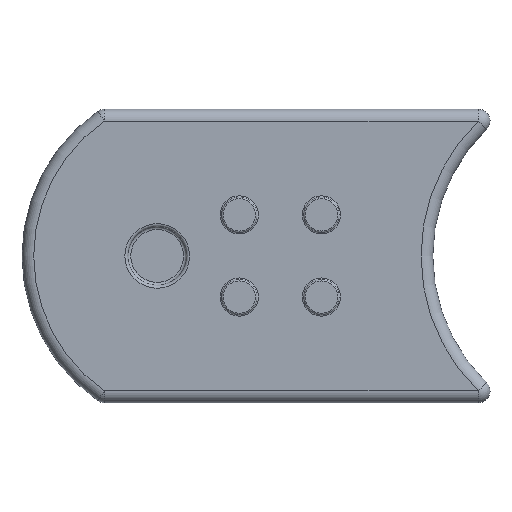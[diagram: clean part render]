
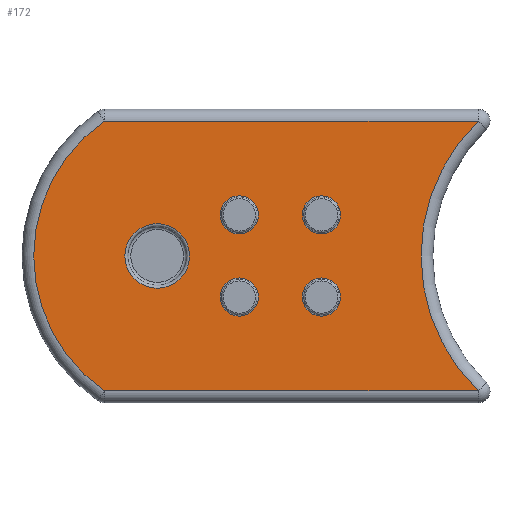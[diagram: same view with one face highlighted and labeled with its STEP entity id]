
A CAD part, top view. The second image highlights one B-rep face of the part: STEP entity #172.
In plain terms, the highlighted planar face has unit normal (0, 0, 1).
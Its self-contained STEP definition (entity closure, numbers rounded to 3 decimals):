
#40=PLANE('',#739);
#66=LINE('',#1072,#84);
#69=LINE('',#1098,#87);
#84=VECTOR('',#847,1.);
#87=VECTOR('',#882,1.);
#172=ADVANCED_FACE('',(#216,#217,#218,#219,#220,#221),#40,.T.);
#216=FACE_BOUND('',#287,.T.);
#217=FACE_BOUND('',#288,.T.);
#218=FACE_BOUND('',#289,.T.);
#219=FACE_BOUND('',#290,.T.);
#220=FACE_BOUND('',#291,.T.);
#221=FACE_BOUND('',#292,.T.);
#287=EDGE_LOOP('',(#436));
#288=EDGE_LOOP('',(#437));
#289=EDGE_LOOP('',(#438));
#290=EDGE_LOOP('',(#439));
#291=EDGE_LOOP('',(#440));
#292=EDGE_LOOP('',(#441,#442,#443,#444));
#436=ORIENTED_EDGE('',*,*,#585,.T.);
#437=ORIENTED_EDGE('',*,*,#586,.T.);
#438=ORIENTED_EDGE('',*,*,#587,.T.);
#439=ORIENTED_EDGE('',*,*,#588,.T.);
#440=ORIENTED_EDGE('',*,*,#589,.T.);
#441=ORIENTED_EDGE('',*,*,#569,.T.);
#442=ORIENTED_EDGE('',*,*,#559,.T.);
#443=ORIENTED_EDGE('',*,*,#555,.T.);
#444=ORIENTED_EDGE('',*,*,#565,.T.);
#493=VERTEX_POINT('',#1063);
#497=VERTEX_POINT('',#1071);
#498=VERTEX_POINT('',#1076);
#503=VERTEX_POINT('',#1091);
#509=VERTEX_POINT('',#1135);
#510=VERTEX_POINT('',#1137);
#511=VERTEX_POINT('',#1139);
#512=VERTEX_POINT('',#1141);
#513=VERTEX_POINT('',#1143);
#555=EDGE_CURVE('',#493,#497,#66,.T.);
#559=EDGE_CURVE('',#498,#493,#629,.T.);
#565=EDGE_CURVE('',#497,#503,#635,.T.);
#569=EDGE_CURVE('',#503,#498,#69,.T.);
#585=EDGE_CURVE('',#509,#509,#643,.T.);
#586=EDGE_CURVE('',#510,#510,#644,.T.);
#587=EDGE_CURVE('',#511,#511,#645,.T.);
#588=EDGE_CURVE('',#512,#512,#646,.T.);
#589=EDGE_CURVE('',#513,#513,#647,.T.);
#629=CIRCLE('',#700,32.);
#635=CIRCLE('',#709,28.);
#643=CIRCLE('',#734,5.5);
#644=CIRCLE('',#735,3.25);
#645=CIRCLE('',#736,3.25);
#646=CIRCLE('',#737,3.25);
#647=CIRCLE('',#738,3.25);
#700=AXIS2_PLACEMENT_3D('',#1079,#855,#856);
#709=AXIS2_PLACEMENT_3D('',#1092,#873,#874);
#734=AXIS2_PLACEMENT_3D('',#1134,#935,#936);
#735=AXIS2_PLACEMENT_3D('',#1136,#937,#938);
#736=AXIS2_PLACEMENT_3D('',#1138,#939,#940);
#737=AXIS2_PLACEMENT_3D('',#1140,#941,#942);
#738=AXIS2_PLACEMENT_3D('',#1142,#943,#944);
#739=AXIS2_PLACEMENT_3D('',#1144,#945,#946);
#847=DIRECTION('',(-1.,0.,0.));
#855=DIRECTION('',(0.,0.,-1.));
#856=DIRECTION('',(1.,0.,0.));
#873=DIRECTION('',(0.,0.,1.));
#874=DIRECTION('',(1.,0.,0.));
#882=DIRECTION('',(1.,0.,0.));
#935=DIRECTION('',(0.,0.,-1.));
#936=DIRECTION('',(1.,0.,0.));
#937=DIRECTION('',(0.,0.,-1.));
#938=DIRECTION('',(1.,0.,0.));
#939=DIRECTION('',(0.,0.,-1.));
#940=DIRECTION('',(1.,0.,0.));
#941=DIRECTION('',(0.,0.,-1.));
#942=DIRECTION('',(1.,0.,0.));
#943=DIRECTION('',(0.,0.,-1.));
#944=DIRECTION('',(1.,0.,0.));
#945=DIRECTION('',(0.,0.,1.));
#946=DIRECTION('',(1.,0.,0.));
#1063=CARTESIAN_POINT('',(64.335,-2.,5.));
#1071=CARTESIAN_POINT('',(0.614,-2.,5.));
#1072=CARTESIAN_POINT('',(35.,-2.,5.));
#1076=CARTESIAN_POINT('',(64.335,-48.,5.));
#1079=CARTESIAN_POINT('',(86.583,-25.,5.));
#1091=CARTESIAN_POINT('',(0.614,-48.,5.));
#1092=CARTESIAN_POINT('',(16.583,-25.,5.));
#1098=CARTESIAN_POINT('',(35.,-48.,5.));
#1134=CARTESIAN_POINT('',(9.614,-25.,5.));
#1135=CARTESIAN_POINT('',(15.114,-25.,5.));
#1136=CARTESIAN_POINT('',(37.614,-18.,5.));
#1137=CARTESIAN_POINT('',(40.864,-18.,5.));
#1138=CARTESIAN_POINT('',(37.614,-32.,5.));
#1139=CARTESIAN_POINT('',(40.864,-32.,5.));
#1140=CARTESIAN_POINT('',(23.614,-32.,5.));
#1141=CARTESIAN_POINT('',(26.864,-32.,5.));
#1142=CARTESIAN_POINT('',(23.614,-18.,5.));
#1143=CARTESIAN_POINT('',(26.864,-18.,5.));
#1144=CARTESIAN_POINT('',(35.,-25.,5.));
